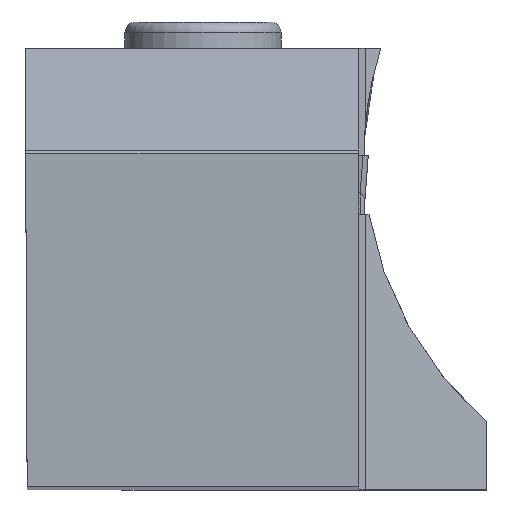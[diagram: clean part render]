
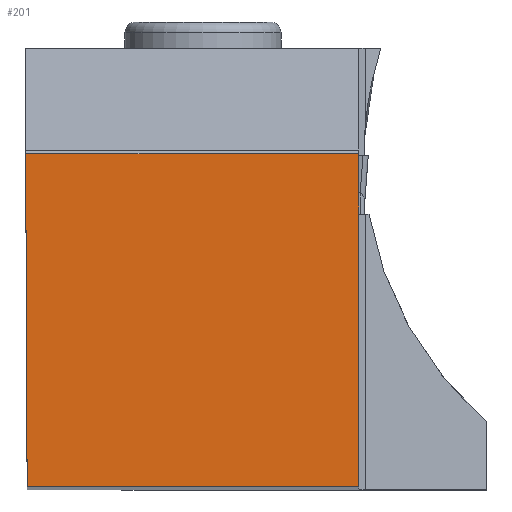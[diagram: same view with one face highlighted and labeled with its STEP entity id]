
A CAD part, top view. The second image highlights one B-rep face of the part: STEP entity #201.
In plain terms, the highlighted planar face has unit normal (0, 0, 1).
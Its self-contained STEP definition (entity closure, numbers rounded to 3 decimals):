
#201=ADVANCED_FACE('BLANK_BOXF006',(#319),#252,.F.);
#252=PLANE('',#1572);
#319=FACE_OUTER_BOUND('',#388,.T.);
#388=EDGE_LOOP('',(#726,#727,#728,#729));
#726=ORIENTED_EDGE('',*,*,#1071,.T.);
#727=ORIENTED_EDGE('',*,*,#1115,.T.);
#728=ORIENTED_EDGE('',*,*,#1111,.T.);
#729=ORIENTED_EDGE('',*,*,#1107,.T.);
#910=VERTEX_POINT('',#2400);
#911=VERTEX_POINT('',#2402);
#932=VERTEX_POINT('',#2534);
#934=VERTEX_POINT('',#2543);
#1071=EDGE_CURVE('',#911,#910,#1220,.T.);
#1107=EDGE_CURVE('',#932,#911,#1249,.T.);
#1111=EDGE_CURVE('',#934,#932,#1253,.T.);
#1115=EDGE_CURVE('',#910,#934,#1257,.T.);
#1220=LINE('',#2401,#1360);
#1249=LINE('',#2533,#1389);
#1253=LINE('',#2542,#1393);
#1257=LINE('',#2550,#1397);
#1360=VECTOR('',#1837,1.);
#1389=VECTOR('',#1890,1.);
#1393=VECTOR('',#1900,1.);
#1397=VECTOR('',#1906,1.);
#1572=AXIS2_PLACEMENT_3D('',#2551,#1907,#1908);
#1837=DIRECTION('',(0.,1.,0.));
#1890=DIRECTION('',(1.,0.,0.));
#1900=DIRECTION('',(0.004,-1.,0.));
#1906=DIRECTION('',(-1.,0.,0.));
#1907=DIRECTION('',(0.,0.,-1.));
#1908=DIRECTION('',(0.,-1.,0.));
#2400=CARTESIAN_POINT('',(25.273,25.273,0.));
#2401=CARTESIAN_POINT('',(25.273,-151.4,0.));
#2402=CARTESIAN_POINT('',(25.273,0.,0.));
#2533=CARTESIAN_POINT('',(-151.4,0.,0.));
#2534=CARTESIAN_POINT('',(0.11,0.,0.));
#2542=CARTESIAN_POINT('',(-0.55,151.399,0.));
#2543=CARTESIAN_POINT('',(0.,25.273,0.));
#2550=CARTESIAN_POINT('',(151.4,25.273,0.));
#2551=CARTESIAN_POINT('',(35.,-5.,0.));
